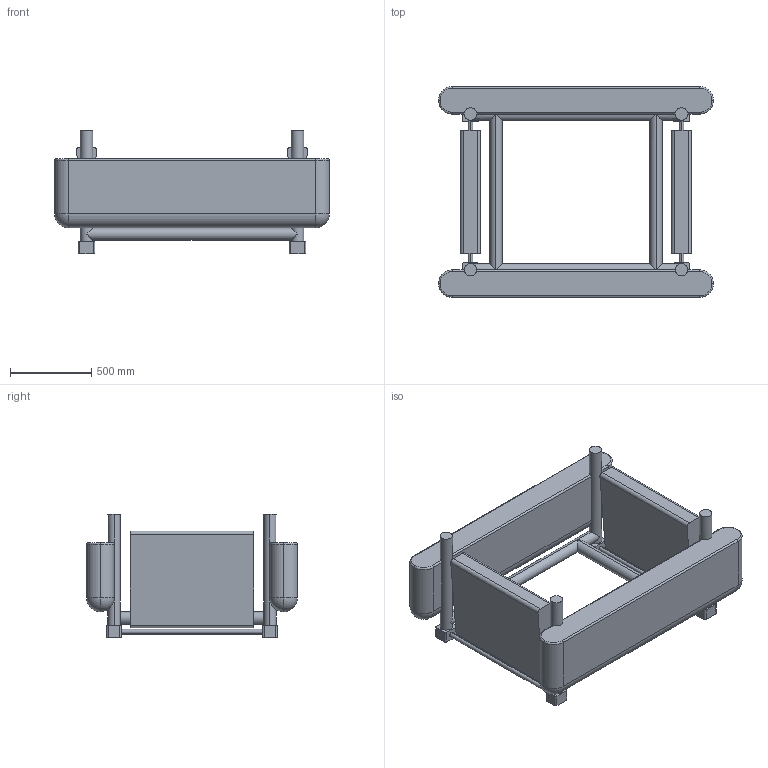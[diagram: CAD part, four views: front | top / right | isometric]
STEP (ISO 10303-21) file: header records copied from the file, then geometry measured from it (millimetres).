
FILE_DESCRIPTION (( 'STEP AP203' ), '1' );
FILE_NAME ('FOSWEC_Phase2_Hydro.STEP', '2017-05-23T22:02:06', ( '' ), ( '' ), 'SwSTEP 2.0', 'SolidWorks 2017', '' );
FILE_SCHEMA (( 'CONFIG_CONTROL_DESIGN' ));
Length unit declared in the file: metre
Products named in the file (3): Platform_Phase2_Hydro; Flap_Phase2_Hydro; FOSWEC_Phase2_Hydro
Assembly tree (3 placements, depth 2):
  FOSWEC_Phase2_Hydro
    Platform_Phase2_Hydro
    Flap_Phase2_Hydro  x2
Bounding box: 1694 x 1300 x 759.8 mm (x, y, z)
Volume: 331208425.8 mm3; surface area: 7733072.4 mm2
Topology: 3 solids, 3 shells, 134 faces, 338 edges, 200 vertices
Faces by surface type: cylinder 70, plane 48, torus 8, sphere 8
Entity records: 4587 total; most frequent: CARTESIAN_POINT 1268, DIRECTION 654, ORIENTED_EDGE 624, EDGE_CURVE 312, AXIS2_PLACEMENT_3D 246, VERTEX_POINT 188, VECTOR 162, LINE 162
